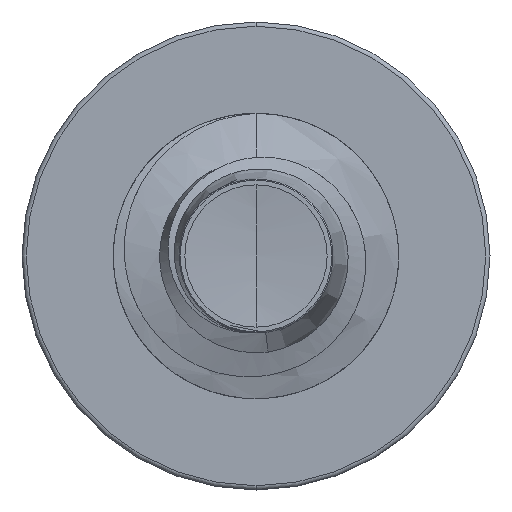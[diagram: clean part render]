
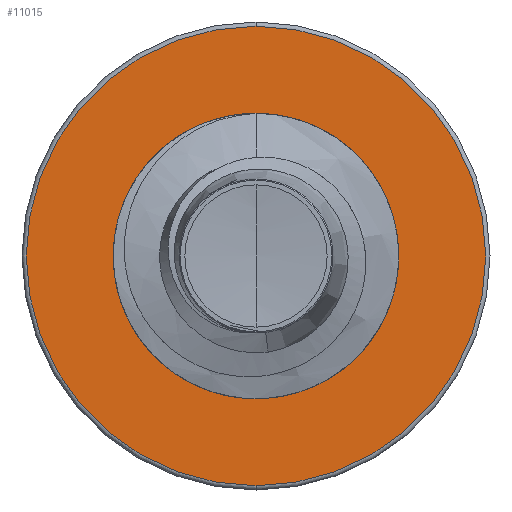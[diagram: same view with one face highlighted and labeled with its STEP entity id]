
A CAD part, front view. The second image highlights one B-rep face of the part: STEP entity #11015.
In plain terms, the highlighted planar face has unit normal (0, -1, 0).
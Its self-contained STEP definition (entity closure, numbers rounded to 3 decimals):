
#42 = EDGE_CURVE ( 'NONE', #11690, #10953, #16139, .T. ) ;
#54 = DIRECTION ( 'NONE',  ( 0., 0., 1. ) ) ;
#232 = CARTESIAN_POINT ( 'NONE',  ( 0., 19., 0. ) ) ;
#365 = CARTESIAN_POINT ( 'NONE',  ( 0., 19., 2.415 ) ) ;
#1423 = AXIS2_PLACEMENT_3D ( 'NONE', #16548, #8335, #54 ) ;
#1608 = DIRECTION ( 'NONE',  ( 0., 0., 1. ) ) ;
#2118 = ORIENTED_EDGE ( 'NONE', *, *, #42, .F. ) ;
#2136 = AXIS2_PLACEMENT_3D ( 'NONE', #3955, #3916, #2190 ) ;
#2190 = DIRECTION ( 'NONE',  ( 0., 0., 1. ) ) ;
#3378 = CIRCLE ( 'NONE', #8649, 2.415 ) ;
#3916 = DIRECTION ( 'NONE',  ( 0., 1., 0. ) ) ;
#3955 = CARTESIAN_POINT ( 'NONE',  ( 0., 19., 0. ) ) ;
#4081 = ORIENTED_EDGE ( 'NONE', *, *, #4555, .F. ) ;
#4555 = EDGE_CURVE ( 'NONE', #10953, #11690, #7941, .T. ) ;
#5038 = EDGE_CURVE ( 'NONE', #10563, #15746, #14389, .T. ) ;
#6049 = CARTESIAN_POINT ( 'NONE',  ( 0., 19., 0. ) ) ;
#6259 = CARTESIAN_POINT ( 'NONE',  ( 0., 19., -4.025 ) ) ;
#6605 = FACE_BOUND ( 'NONE', #14428, .T. ) ;
#6860 = ORIENTED_EDGE ( 'NONE', *, *, #10870, .T. ) ;
#6877 = CARTESIAN_POINT ( 'NONE',  ( 0., 19., -2.415 ) ) ;
#7436 = DIRECTION ( 'NONE',  ( 0., 0., 1. ) ) ;
#7941 = CIRCLE ( 'NONE', #1423, 4.025 ) ;
#8335 = DIRECTION ( 'NONE',  ( 0., 1., 0. ) ) ;
#8649 = AXIS2_PLACEMENT_3D ( 'NONE', #6049, #15663, #7436 ) ;
#9230 = DIRECTION ( 'NONE',  ( 0., 0., 1. ) ) ;
#9876 = DIRECTION ( 'NONE',  ( 0., 1., 0. ) ) ;
#10288 = FACE_OUTER_BOUND ( 'NONE', #17241, .T. ) ;
#10563 = VERTEX_POINT ( 'NONE', #365 ) ;
#10870 = EDGE_CURVE ( 'NONE', #15746, #10563, #3378, .T. ) ;
#10953 = VERTEX_POINT ( 'NONE', #14288 ) ;
#10957 = ORIENTED_EDGE ( 'NONE', *, *, #5038, .T. ) ;
#11015 = ADVANCED_FACE ( 'NONE', ( #10288, #6605 ), #13299, .F. ) ;
#11690 = VERTEX_POINT ( 'NONE', #6259 ) ;
#13299 = PLANE ( 'NONE',  #14152 ) ;
#13434 = AXIS2_PLACEMENT_3D ( 'NONE', #232, #9876, #1608 ) ;
#14152 = AXIS2_PLACEMENT_3D ( 'NONE', #14699, #17443, #9230 ) ;
#14288 = CARTESIAN_POINT ( 'NONE',  ( 0., 19., 4.025 ) ) ;
#14389 = CIRCLE ( 'NONE', #13434, 2.415 ) ;
#14428 = EDGE_LOOP ( 'NONE', ( #10957, #6860 ) ) ;
#14699 = CARTESIAN_POINT ( 'NONE',  ( 0., 19., -2.415 ) ) ;
#15663 = DIRECTION ( 'NONE',  ( 0., 1., 0. ) ) ;
#15746 = VERTEX_POINT ( 'NONE', #6877 ) ;
#16139 = CIRCLE ( 'NONE', #2136, 4.025 ) ;
#16548 = CARTESIAN_POINT ( 'NONE',  ( 0., 19., 0. ) ) ;
#17241 = EDGE_LOOP ( 'NONE', ( #4081, #2118 ) ) ;
#17443 = DIRECTION ( 'NONE',  ( 0., 1., 0. ) ) ;
